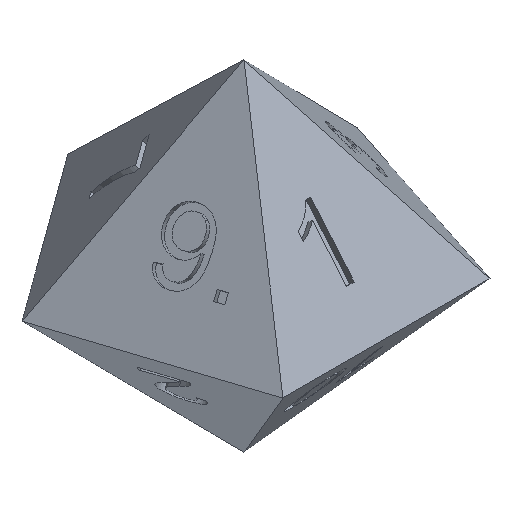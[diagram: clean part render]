
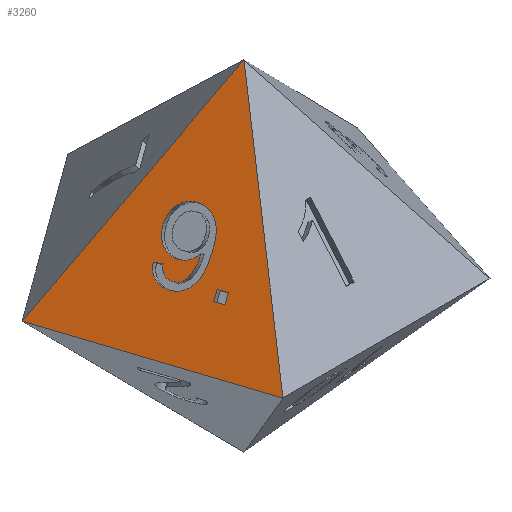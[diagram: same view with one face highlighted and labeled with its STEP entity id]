
A CAD part, isometric view. The second image highlights one B-rep face of the part: STEP entity #3260.
In plain terms, the highlighted planar face has unit normal (-0.729, -0.237, 0.643).
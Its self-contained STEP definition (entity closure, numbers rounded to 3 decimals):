
#3110=CARTESIAN_POINT('',(-10.286,-3.568,0.));
#3111=DIRECTION('',(-0.729,-0.237,0.643));
#3112=DIRECTION('',(0.662,0.,0.75));
#3113=AXIS2_PLACEMENT_3D('',#3110,#3111,#3112);
#3114=PLANE('',#3113);
#3115=CARTESIAN_POINT('',(-6.398,-5.643,3.643));
#3116=VERTEX_POINT('',#3115);
#3117=CARTESIAN_POINT('',(-6.825,-5.782,3.107));
#3118=VERTEX_POINT('',#3117);
#3119=CARTESIAN_POINT('',(-6.398,-5.643,3.643));
#3120=DIRECTION('',(-0.611,-0.199,-0.766));
#3121=VECTOR('',#3120,0.699);
#3122=LINE('',#3119,#3121);
#3123=EDGE_CURVE('',#3116,#3118,#3122,.T.);
#3124=ORIENTED_EDGE('',*,*,#3123,.T.);
#3125=CARTESIAN_POINT('',(-7.041,-5.117,3.107));
#3126=VERTEX_POINT('',#3125);
#3127=CARTESIAN_POINT('',(-6.825,-5.782,3.107));
#3128=DIRECTION('',(-0.309,0.951,0.));
#3129=VECTOR('',#3128,0.699);
#3130=LINE('',#3127,#3129);
#3131=EDGE_CURVE('',#3118,#3126,#3130,.T.);
#3132=ORIENTED_EDGE('',*,*,#3131,.T.);
#3133=CARTESIAN_POINT('',(-6.614,-4.979,3.643));
#3134=VERTEX_POINT('',#3133);
#3135=CARTESIAN_POINT('',(-7.041,-5.117,3.107));
#3136=DIRECTION('',(0.611,0.199,0.766));
#3137=VECTOR('',#3136,0.699);
#3138=LINE('',#3135,#3137);
#3139=EDGE_CURVE('',#3126,#3134,#3138,.T.);
#3140=ORIENTED_EDGE('',*,*,#3139,.T.);
#3141=CARTESIAN_POINT('',(-6.614,-4.979,3.643));
#3142=DIRECTION('',(0.309,-0.951,-0.));
#3143=VECTOR('',#3142,0.699);
#3144=LINE('',#3141,#3143);
#3145=EDGE_CURVE('',#3134,#3116,#3144,.T.);
#3146=ORIENTED_EDGE('',*,*,#3145,.T.);
#3147=EDGE_LOOP('',(#3124,#3132,#3140,#3146));
#3148=FACE_BOUND('',#3147,.T.);
#3149=CARTESIAN_POINT('',(-12.796,4.158,0.));
#3150=VERTEX_POINT('',#3149);
#3151=CARTESIAN_POINT('',(-7.776,-11.293,0.));
#3152=VERTEX_POINT('',#3151);
#3153=CARTESIAN_POINT('',(-12.796,4.158,0.));
#3154=DIRECTION('',(0.309,-0.951,0.));
#3155=VECTOR('',#3154,16.246);
#3156=LINE('',#3153,#3155);
#3157=EDGE_CURVE('',#3150,#3152,#3156,.T.);
#3158=ORIENTED_EDGE('',*,*,#3157,.T.);
#3159=CARTESIAN_POINT('',(0.347,-0.113,13.324));
#3160=VERTEX_POINT('',#3159);
#3161=CARTESIAN_POINT('',(0.347,-0.113,13.324));
#3162=DIRECTION('',(-0.423,-0.582,-0.694));
#3163=VECTOR('',#3162,19.197);
#3164=LINE('',#3161,#3163);
#3165=EDGE_CURVE('',#3160,#3152,#3164,.T.);
#3166=ORIENTED_EDGE('',*,*,#3165,.F.);
#3167=CARTESIAN_POINT('',(0.347,-0.113,13.324));
#3168=DIRECTION('',(-0.685,0.222,-0.694));
#3169=VECTOR('',#3168,19.197);
#3170=LINE('',#3167,#3169);
#3171=EDGE_CURVE('',#3160,#3150,#3170,.T.);
#3172=ORIENTED_EDGE('',*,*,#3171,.T.);
#3173=EDGE_LOOP('',(#3158,#3166,#3172));
#3174=FACE_BOUND('',#3173,.T.);
#3175=CARTESIAN_POINT('',(-6.084,-3.172,4.909));
#3176=VERTEX_POINT('',#3175);
#3177=CARTESIAN_POINT('',(-7.612,-0.956,3.992));
#3178=VERTEX_POINT('',#3177);
#3179=CARTESIAN_POINT('',(-6.084,-3.172,4.909));
#3180=CARTESIAN_POINT('',(-6.241,-3.094,4.759));
#3181=CARTESIAN_POINT('',(-6.39,-2.966,4.638));
#3182=CARTESIAN_POINT('',(-6.53,-2.788,4.545));
#3183=CARTESIAN_POINT('',(-6.67,-2.611,4.452));
#3184=CARTESIAN_POINT('',(-6.778,-2.404,4.405));
#3185=CARTESIAN_POINT('',(-6.855,-2.168,4.405));
#3186=CARTESIAN_POINT('',(-6.982,-1.775,4.405));
#3187=CARTESIAN_POINT('',(-6.999,-1.412,4.52));
#3188=CARTESIAN_POINT('',(-6.904,-1.081,4.75));
#3189=CARTESIAN_POINT('',(-6.809,-0.749,4.979));
#3190=CARTESIAN_POINT('',(-6.612,-0.534,5.282));
#3191=CARTESIAN_POINT('',(-6.311,-0.436,5.658));
#3192=CARTESIAN_POINT('',(-6.002,-0.336,6.046));
#3193=CARTESIAN_POINT('',(-5.706,-0.397,6.359));
#3194=CARTESIAN_POINT('',(-5.425,-0.62,6.596));
#3195=CARTESIAN_POINT('',(-5.144,-0.842,6.832));
#3196=CARTESIAN_POINT('',(-4.934,-1.168,6.951));
#3197=CARTESIAN_POINT('',(-4.795,-1.596,6.951));
#3198=CARTESIAN_POINT('',(-4.694,-1.905,6.951));
#3199=CARTESIAN_POINT('',(-4.656,-2.205,6.884));
#3200=CARTESIAN_POINT('',(-4.68,-2.495,6.75));
#3201=CARTESIAN_POINT('',(-4.703,-2.786,6.616));
#3202=CARTESIAN_POINT('',(-4.793,-3.03,6.425));
#3203=CARTESIAN_POINT('',(-4.947,-3.228,6.176));
#3204=CARTESIAN_POINT('',(-5.102,-3.425,5.928));
#3205=CARTESIAN_POINT('',(-5.367,-3.584,5.569));
#3206=CARTESIAN_POINT('',(-5.742,-3.706,5.099));
#3207=CARTESIAN_POINT('',(-6.132,-3.833,4.61));
#3208=CARTESIAN_POINT('',(-6.465,-3.868,4.221));
#3209=CARTESIAN_POINT('',(-6.739,-3.811,3.931));
#3210=CARTESIAN_POINT('',(-7.013,-3.755,3.641));
#3211=CARTESIAN_POINT('',(-7.253,-3.616,3.421));
#3212=CARTESIAN_POINT('',(-7.458,-3.395,3.269));
#3213=CARTESIAN_POINT('',(-7.664,-3.174,3.118));
#3214=CARTESIAN_POINT('',(-7.823,-2.888,3.042));
#3215=CARTESIAN_POINT('',(-7.937,-2.538,3.042));
#3216=CARTESIAN_POINT('',(-8.058,-2.166,3.042));
#3217=CARTESIAN_POINT('',(-8.09,-1.841,3.125));
#3218=CARTESIAN_POINT('',(-8.034,-1.562,3.291));
#3219=CARTESIAN_POINT('',(-7.978,-1.284,3.458));
#3220=CARTESIAN_POINT('',(-7.837,-1.082,3.691));
#3221=CARTESIAN_POINT('',(-7.612,-0.956,3.992));
#3222=B_SPLINE_CURVE_WITH_KNOTS('',3,(#3179,#3180,#3181,#3182,#3183,#3184,#3185,#3186,#3187,#3188,#3189,#3190,#3191,#3192,#3193,#3194,#3195,#3196,#3197,#3198,#3199,#3200,#3201,#3202,#3203,#3204,
#3205,#3206,#3207,#3208,#3209,#3210,#3211,#3212,#3213,#3214,#3215,#3216,#3217,#3218,#3219,#3220,#3221),.UNSPECIFIED.,.F.,.F.,(4,3,3,3,3,3,3,3,3,3,3,3,3,3,4),(0.426,0.456,0.486,0.536,0.586,0.638,0.689,0.727,0.764,0.801,0.84,0.879,0.918,0.959,1.),.UNSPECIFIED.);
#3223=EDGE_CURVE('',#3176,#3178,#3222,.T.);
#3224=ORIENTED_EDGE('',*,*,#3223,.T.);
#3225=CARTESIAN_POINT('',(-7.397,-1.506,4.034));
#3226=VERTEX_POINT('',#3225);
#3227=CARTESIAN_POINT('',(-7.612,-0.956,3.992));
#3228=DIRECTION('',(0.364,-0.929,0.071));
#3229=VECTOR('',#3228,0.592);
#3230=LINE('',#3227,#3229);
#3231=EDGE_CURVE('',#3178,#3226,#3230,.T.);
#3232=ORIENTED_EDGE('',*,*,#3231,.T.);
#3233=CARTESIAN_POINT('',(-7.397,-1.506,4.034));
#3234=CARTESIAN_POINT('',(-7.551,-1.608,3.822));
#3235=CARTESIAN_POINT('',(-7.644,-1.739,3.668));
#3236=CARTESIAN_POINT('',(-7.677,-1.898,3.572));
#3237=CARTESIAN_POINT('',(-7.71,-2.057,3.476));
#3238=CARTESIAN_POINT('',(-7.692,-2.241,3.428));
#3239=CARTESIAN_POINT('',(-7.624,-2.451,3.428));
#3240=CARTESIAN_POINT('',(-7.566,-2.63,3.428));
#3241=CARTESIAN_POINT('',(-7.489,-2.779,3.462));
#3242=CARTESIAN_POINT('',(-7.392,-2.897,3.528));
#3243=CARTESIAN_POINT('',(-7.295,-3.014,3.594));
#3244=CARTESIAN_POINT('',(-7.189,-3.102,3.682));
#3245=CARTESIAN_POINT('',(-7.072,-3.16,3.793));
#3246=CARTESIAN_POINT('',(-6.956,-3.218,3.903));
#3247=CARTESIAN_POINT('',(-6.814,-3.252,4.052));
#3248=CARTESIAN_POINT('',(-6.645,-3.261,4.24));
#3249=CARTESIAN_POINT('',(-6.476,-3.271,4.428));
#3250=CARTESIAN_POINT('',(-6.313,-3.25,4.62));
#3251=CARTESIAN_POINT('',(-6.158,-3.2,4.815));
#3252=CARTESIAN_POINT('',(-6.141,-3.194,4.836));
#3253=CARTESIAN_POINT('',(-6.116,-3.185,4.867));
#3254=CARTESIAN_POINT('',(-6.084,-3.172,4.909));
#3255=B_SPLINE_CURVE_WITH_KNOTS('',3,(#3233,#3234,#3235,#3236,#3237,#3238,#3239,#3240,#3241,#3242,#3243,#3244,#3245,#3246,#3247,#3248,#3249,#3250,#3251,#3252,#3253,#3254),.UNSPECIFIED.,.F.,.F.,(4,3,3,3,3,3,3,4),(0.,0.077,0.155,0.221,0.287,0.353,0.419,0.426),.UNSPECIFIED.);
#3256=EDGE_CURVE('',#3226,#3176,#3255,.T.);
#3257=ORIENTED_EDGE('',*,*,#3256,.T.);
#3258=EDGE_LOOP('',(#3224,#3232,#3257));
#3259=FACE_BOUND('',#3258,.T.);
#3260=ADVANCED_FACE('',(#3148,#3174,#3259),#3114,.T.);
